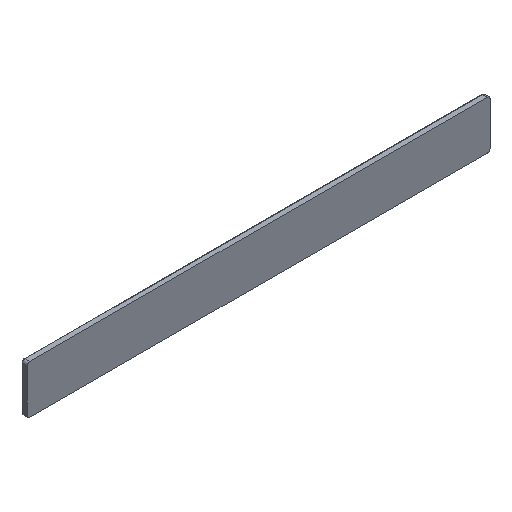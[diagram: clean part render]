
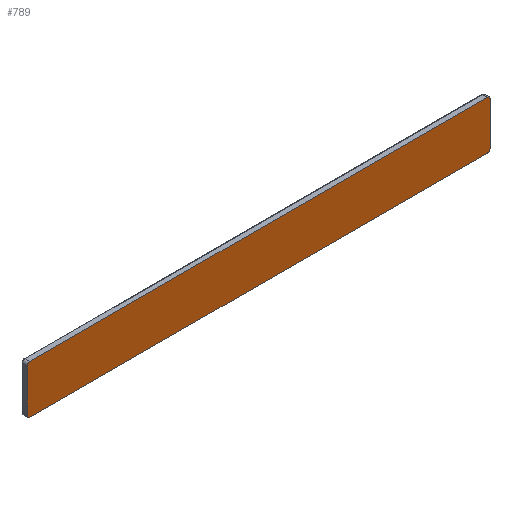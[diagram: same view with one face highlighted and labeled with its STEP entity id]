
A CAD part, isometric view. The second image highlights one B-rep face of the part: STEP entity #789.
In plain terms, the highlighted planar face has unit normal (0, -1, 0).
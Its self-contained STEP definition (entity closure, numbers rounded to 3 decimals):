
#9 = CARTESIAN_POINT ( 'NONE',  ( 380.845, 25., -22.702 ) ) ;
#30 = EDGE_CURVE ( 'NONE', #101, #765, #590, .T. ) ;
#48 =( BOUNDED_CURVE ( )  B_SPLINE_CURVE ( 3, ( #238, #365, #9, #306 ),
 .UNSPECIFIED., .F., .F. ) 
 B_SPLINE_CURVE_WITH_KNOTS ( ( 4, 4 ),
 ( 5.498, 7.068 ),
 .UNSPECIFIED. ) 
 CURVE ( )  GEOMETRIC_REPRESENTATION_ITEM ( )  RATIONAL_B_SPLINE_CURVE ( ( 1., 0.805, 0.805, 1. ) ) 
 REPRESENTATION_ITEM ( '' )  );
#49 = VERTEX_POINT ( 'NONE', #701 ) ;
#71 = CARTESIAN_POINT ( 'NONE',  ( -378.502, 25., -22.702 ) ) ;
#87 = CARTESIAN_POINT ( 'NONE',  ( 380.845, 25., -102.702 ) ) ;
#88 = VECTOR ( 'NONE', #705, 1000. ) ;
#101 = VERTEX_POINT ( 'NONE', #461 ) ;
#116 = VERTEX_POINT ( 'NONE', #341 ) ;
#159 = CARTESIAN_POINT ( 'NONE',  ( -382.5, 25., -102.702 ) ) ;
#162 = EDGE_CURVE ( 'NONE', #693, #216, #48, .T. ) ;
#187 = DIRECTION ( 'NONE',  ( 0., 0., 1. ) ) ;
#191 = CARTESIAN_POINT ( 'NONE',  ( -382.5, 25., -24.357 ) ) ;
#203 = LINE ( 'NONE', #463, #88 ) ;
#216 = VERTEX_POINT ( 'NONE', #754 ) ;
#238 = CARTESIAN_POINT ( 'NONE',  ( 382.5, 25., -26.699 ) ) ;
#249 = DIRECTION ( 'NONE',  ( 0., 1., 0. ) ) ;
#255 = ORIENTED_EDGE ( 'NONE', *, *, #278, .F. ) ;
#259 = CARTESIAN_POINT ( 'NONE',  ( -380.845, 25., -102.702 ) ) ;
#268 = EDGE_CURVE ( 'NONE', #116, #49, #801, .T. ) ;
#278 = EDGE_CURVE ( 'NONE', #693, #49, #203, .T. ) ;
#285 = CARTESIAN_POINT ( 'NONE',  ( 378.502, 25., -102.702 ) ) ;
#298 = ORIENTED_EDGE ( 'NONE', *, *, #162, .T. ) ;
#306 = CARTESIAN_POINT ( 'NONE',  ( 378.502, 25., -22.702 ) ) ;
#341 = CARTESIAN_POINT ( 'NONE',  ( 378.502, 25., -102.702 ) ) ;
#361 = VECTOR ( 'NONE', #416, 1000. ) ;
#365 = CARTESIAN_POINT ( 'NONE',  ( 382.5, 25., -24.357 ) ) ;
#389 = CARTESIAN_POINT ( 'NONE',  ( -382.5, 25., -98.704 ) ) ;
#412 = CARTESIAN_POINT ( 'NONE',  ( 382.5, 25., -98.704 ) ) ;
#416 = DIRECTION ( 'NONE',  ( -1., 0., 0. ) ) ;
#447 = CARTESIAN_POINT ( 'NONE',  ( -380.845, 25., -22.702 ) ) ;
#453 = CARTESIAN_POINT ( 'NONE',  ( -378.502, 25., -102.702 ) ) ;
#461 = CARTESIAN_POINT ( 'NONE',  ( -382.5, 25., -98.704 ) ) ;
#463 = CARTESIAN_POINT ( 'NONE',  ( 382.5, 25., -102.702 ) ) ;
#474 = EDGE_CURVE ( 'NONE', #573, #799, #511, .T. ) ;
#482 = ORIENTED_EDGE ( 'NONE', *, *, #268, .T. ) ;
#511 =( BOUNDED_CURVE ( )  B_SPLINE_CURVE ( 3, ( #71, #447, #191, #562 ),
 .UNSPECIFIED., .F., .F. ) 
 B_SPLINE_CURVE_WITH_KNOTS ( ( 4, 4 ),
 ( 5.498, 7.068 ),
 .UNSPECIFIED. ) 
 CURVE ( )  GEOMETRIC_REPRESENTATION_ITEM ( )  RATIONAL_B_SPLINE_CURVE ( ( 1., 0.805, 0.805, 1. ) ) 
 REPRESENTATION_ITEM ( '' )  );
#516 = CARTESIAN_POINT ( 'NONE',  ( 382.5, 25., -101.047 ) ) ;
#532 = ORIENTED_EDGE ( 'NONE', *, *, #547, .F. ) ;
#547 = EDGE_CURVE ( 'NONE', #101, #799, #557, .T. ) ;
#552 = ORIENTED_EDGE ( 'NONE', *, *, #30, .T. ) ;
#557 = LINE ( 'NONE', #756, #609 ) ;
#558 = EDGE_CURVE ( 'NONE', #573, #216, #746, .T. ) ;
#561 = ORIENTED_EDGE ( 'NONE', *, *, #474, .T. ) ;
#562 = CARTESIAN_POINT ( 'NONE',  ( -382.5, 25., -26.699 ) ) ;
#565 = CARTESIAN_POINT ( 'NONE',  ( -378.502, 25., -22.702 ) ) ;
#571 = CARTESIAN_POINT ( 'NONE',  ( -382.5, 25., -101.047 ) ) ;
#572 = DIRECTION ( 'NONE',  ( 1., 0., 0. ) ) ;
#573 = VERTEX_POINT ( 'NONE', #565 ) ;
#590 =( BOUNDED_CURVE ( )  B_SPLINE_CURVE ( 3, ( #389, #571, #259, #453 ),
 .UNSPECIFIED., .F., .T. ) 
 B_SPLINE_CURVE_WITH_KNOTS ( ( 4, 4 ),
 ( 5.498, 7.068 ),
 .UNSPECIFIED. ) 
 CURVE ( )  GEOMETRIC_REPRESENTATION_ITEM ( )  RATIONAL_B_SPLINE_CURVE ( ( 1., 0.805, 0.805, 1. ) ) 
 REPRESENTATION_ITEM ( '' )  );
#604 = CARTESIAN_POINT ( 'NONE',  ( -378.502, 25., -102.702 ) ) ;
#609 = VECTOR ( 'NONE', #616, 1000. ) ;
#616 = DIRECTION ( 'NONE',  ( 0., 0., 1. ) ) ;
#648 = ORIENTED_EDGE ( 'NONE', *, *, #558, .F. ) ;
#657 = CARTESIAN_POINT ( 'NONE',  ( 382.5, 25., -26.699 ) ) ;
#662 = EDGE_LOOP ( 'NONE', ( #727, #482, #255, #298, #648, #561, #532, #552 ) ) ;
#673 = AXIS2_PLACEMENT_3D ( 'NONE', #742, #249, #187 ) ;
#677 = CARTESIAN_POINT ( 'NONE',  ( -382.5, 25., -26.699 ) ) ;
#693 = VERTEX_POINT ( 'NONE', #657 ) ;
#700 = VECTOR ( 'NONE', #572, 1000. ) ;
#701 = CARTESIAN_POINT ( 'NONE',  ( 382.5, 25., -98.704 ) ) ;
#702 = CARTESIAN_POINT ( 'NONE',  ( -382.5, 25., -22.702 ) ) ;
#705 = DIRECTION ( 'NONE',  ( 0., 0., -1. ) ) ;
#727 = ORIENTED_EDGE ( 'NONE', *, *, #730, .F. ) ;
#728 = LINE ( 'NONE', #159, #361 ) ;
#730 = EDGE_CURVE ( 'NONE', #116, #765, #728, .T. ) ;
#742 = CARTESIAN_POINT ( 'NONE',  ( 0., 25., 0. ) ) ;
#746 = LINE ( 'NONE', #702, #700 ) ;
#754 = CARTESIAN_POINT ( 'NONE',  ( 378.502, 25., -22.702 ) ) ;
#756 = CARTESIAN_POINT ( 'NONE',  ( -382.5, 25., -102.702 ) ) ;
#765 = VERTEX_POINT ( 'NONE', #604 ) ;
#777 = FACE_OUTER_BOUND ( 'NONE', #662, .T. ) ;
#789 = ADVANCED_FACE ( 'NONE', ( #777 ), #800, .F. ) ;
#799 = VERTEX_POINT ( 'NONE', #677 ) ;
#800 = PLANE ( 'NONE',  #673 ) ;
#801 =( BOUNDED_CURVE ( )  B_SPLINE_CURVE ( 3, ( #285, #87, #516, #412 ),
 .UNSPECIFIED., .F., .F. ) 
 B_SPLINE_CURVE_WITH_KNOTS ( ( 4, 4 ),
 ( 5.498, 7.068 ),
 .UNSPECIFIED. ) 
 CURVE ( )  GEOMETRIC_REPRESENTATION_ITEM ( )  RATIONAL_B_SPLINE_CURVE ( ( 1., 0.805, 0.805, 1. ) ) 
 REPRESENTATION_ITEM ( '' )  );
